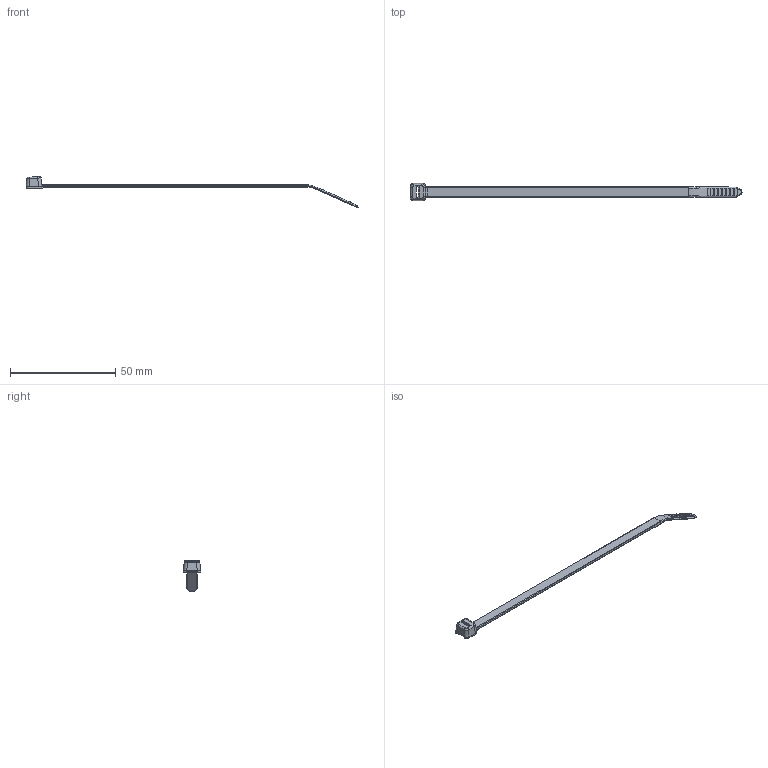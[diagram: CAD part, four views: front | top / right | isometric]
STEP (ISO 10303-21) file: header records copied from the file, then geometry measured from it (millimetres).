
FILE_DESCRIPTION(/* description */ (''),/* implementation_level */ '2;1');
FILE_NAME(/* name */ 'PANDUIT_PLT1.5S.stp',/* time_stamp */ '2016-12-01T10:19:48-06:00',/* author */ (''),/* organization */ (''),/* preprocessor_version */ 'ST-DEVELOPER v15',/* originating_system */ 'SIEMENS PLM Software NX 8.5',/* authorisation */ '');
FILE_SCHEMA (('AP203_CONFIGURATION_CONTROLLED_3D_DESIGN_OF_MECHANICAL_PARTS_AND_ASSEMBLIES_MIM_LF { 1 0 10303 403 2 1 2}'));
Length unit declared in the file: inch
Products named in the file (1): bwg24100F0Eijvh
Bounding box: 157.77 x 8.13 x 14.76 mm (x, y, z)
Volume: 1133.9 mm3; surface area: 2080.2 mm2
Topology: 1 solids, 1 shells, 182 faces, 467 edges, 291 vertices
Faces by surface type: plane 92, cylinder 59, bspline 20, torus 9, sphere 2
Entity records: 5984 total; most frequent: CARTESIAN_POINT 1555, ORIENTED_EDGE 926, DIRECTION 890, EDGE_CURVE 463, AXIS2_PLACEMENT_3D 309, VERTEX_POINT 289, LINE 272, VECTOR 272
